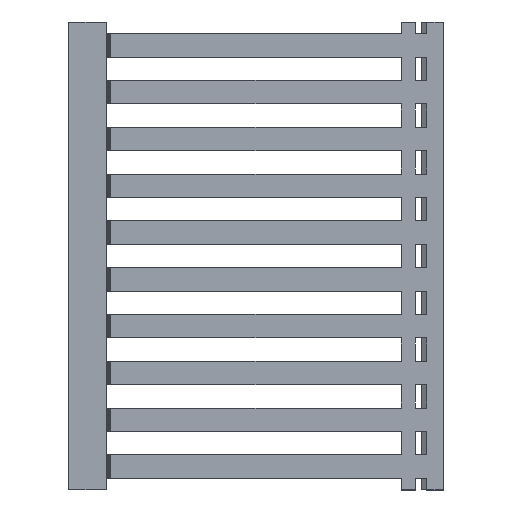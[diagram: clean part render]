
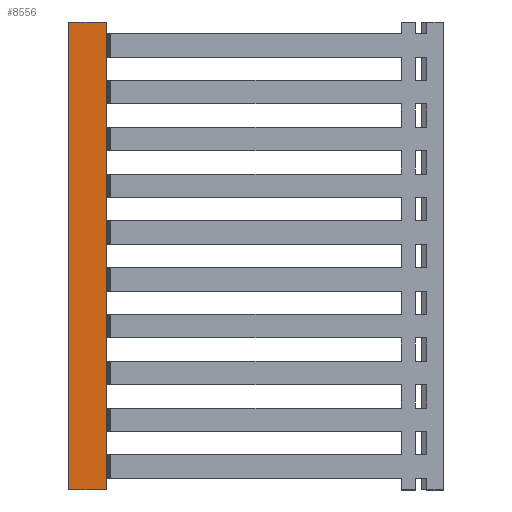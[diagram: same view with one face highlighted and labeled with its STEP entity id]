
A CAD part, left-side view. The second image highlights one B-rep face of the part: STEP entity #8556.
In plain terms, the highlighted planar face has unit normal (-1, 0, 0).
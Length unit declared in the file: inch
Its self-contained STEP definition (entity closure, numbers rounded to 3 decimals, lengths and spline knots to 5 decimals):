
#115 = FACE_OUTER_BOUND ( 'NONE', #10413, .T. ) ;
#323 = ORIENTED_EDGE ( 'NONE', *, *, #4295, .T. ) ;
#375 = CARTESIAN_POINT ( 'NONE',  ( -0.7874, 3.14961, 0. ) ) ;
#555 = CARTESIAN_POINT ( 'NONE',  ( -0.7874, 3.14961, 0. ) ) ;
#942 = DIRECTION ( 'NONE',  ( 0., 0., 1. ) ) ;
#1055 = CARTESIAN_POINT ( 'NONE',  ( -0.7874, 3.14961, -3.93701 ) ) ;
#1119 = CARTESIAN_POINT ( 'NONE',  ( -0.7874, 3.14961, -3.93701 ) ) ;
#1286 = DIRECTION ( 'NONE',  ( 0., -1., 0. ) ) ;
#1551 = AXIS2_PLACEMENT_3D ( 'NONE', #1055, #3652, #3709 ) ;
#2486 = DIRECTION ( 'NONE',  ( 0., 0., 1. ) ) ;
#3029 = CARTESIAN_POINT ( 'NONE',  ( -0.7874, 2.83465, 0. ) ) ;
#3652 = DIRECTION ( 'NONE',  ( -1., 0., 0. ) ) ;
#3709 = DIRECTION ( 'NONE',  ( 0., -1., 0. ) ) ;
#3911 = DIRECTION ( 'NONE',  ( 0., 1., 0. ) ) ;
#4085 = VECTOR ( 'NONE', #1286, 39.37008 ) ;
#4161 = CARTESIAN_POINT ( 'NONE',  ( -0.7874, 2.83465, -3.93701 ) ) ;
#4295 = EDGE_CURVE ( 'NONE', #4465, #5821, #5757, .T. ) ;
#4383 = VECTOR ( 'NONE', #942, 39.37008 ) ;
#4465 = VERTEX_POINT ( 'NONE', #10803 ) ;
#4531 = LINE ( 'NONE', #1119, #4383 ) ;
#5020 = EDGE_CURVE ( 'NONE', #10637, #7379, #10142, .T. ) ;
#5078 = ORIENTED_EDGE ( 'NONE', *, *, #6233, .F. ) ;
#5202 = VECTOR ( 'NONE', #3911, 39.37008 ) ;
#5757 = LINE ( 'NONE', #9351, #4085 ) ;
#5821 = VERTEX_POINT ( 'NONE', #4161 ) ;
#6233 = EDGE_CURVE ( 'NONE', #4465, #7379, #4531, .T. ) ;
#6477 = PLANE ( 'NONE',  #1551 ) ;
#7379 = VERTEX_POINT ( 'NONE', #555 ) ;
#7989 = ORIENTED_EDGE ( 'NONE', *, *, #5020, .T. ) ;
#8430 = ORIENTED_EDGE ( 'NONE', *, *, #9766, .T. ) ;
#8508 = VECTOR ( 'NONE', #2486, 39.37008 ) ;
#8556 = ADVANCED_FACE ( 'NONE', ( #115 ), #6477, .T. ) ;
#8847 = CARTESIAN_POINT ( 'NONE',  ( -0.7874, 2.83465, -3.93701 ) ) ;
#9351 = CARTESIAN_POINT ( 'NONE',  ( -0.7874, 3.14961, -3.93701 ) ) ;
#9766 = EDGE_CURVE ( 'NONE', #5821, #10637, #10546, .T. ) ;
#10142 = LINE ( 'NONE', #375, #5202 ) ;
#10413 = EDGE_LOOP ( 'NONE', ( #323, #8430, #7989, #5078 ) ) ;
#10546 = LINE ( 'NONE', #8847, #8508 ) ;
#10637 = VERTEX_POINT ( 'NONE', #3029 ) ;
#10803 = CARTESIAN_POINT ( 'NONE',  ( -0.7874, 3.14961, -3.93701 ) ) ;
